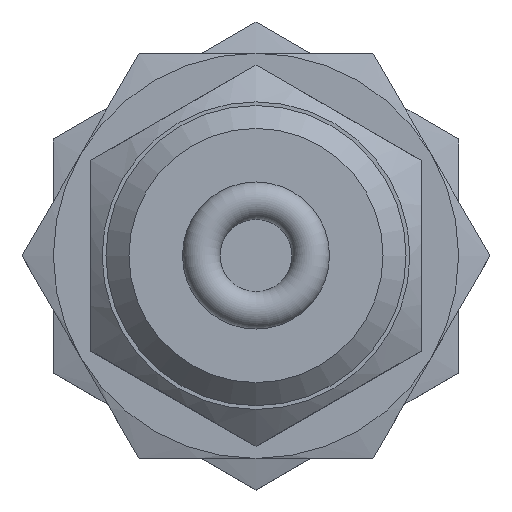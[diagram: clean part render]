
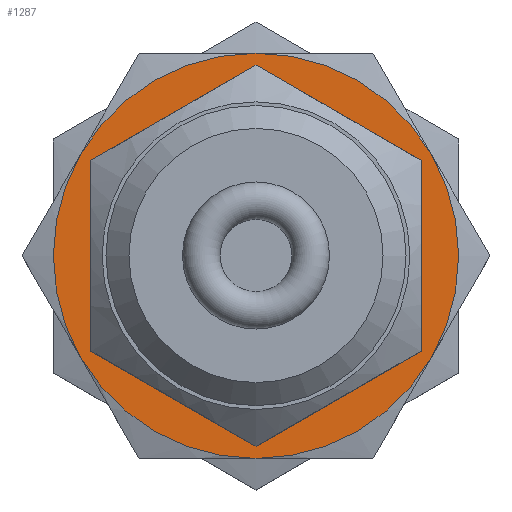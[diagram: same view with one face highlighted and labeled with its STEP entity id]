
A CAD part, top view. The second image highlights one B-rep face of the part: STEP entity #1287.
In plain terms, the highlighted planar face has unit normal (0, 0, 1).
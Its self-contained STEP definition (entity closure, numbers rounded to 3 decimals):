
#116=PLANE('',#1423);
#161=CIRCLE('',#1412,10.);
#162=CIRCLE('',#1414,13.5);
#163=CIRCLE('',#1416,13.5);
#164=CIRCLE('',#1418,13.5);
#165=CIRCLE('',#1420,13.5);
#166=CIRCLE('',#1422,13.5);
#167=CIRCLE('',#1424,13.5);
#350=ORIENTED_EDGE('',*,*,#651,.F.);
#351=ORIENTED_EDGE('',*,*,#655,.F.);
#352=ORIENTED_EDGE('',*,*,#656,.F.);
#353=ORIENTED_EDGE('',*,*,#654,.F.);
#354=ORIENTED_EDGE('',*,*,#653,.F.);
#355=ORIENTED_EDGE('',*,*,#652,.F.);
#356=ORIENTED_EDGE('',*,*,#650,.T.);
#650=EDGE_CURVE('',#813,#813,#161,.T.);
#651=EDGE_CURVE('',#782,#784,#162,.T.);
#652=EDGE_CURVE('',#784,#786,#163,.T.);
#653=EDGE_CURVE('',#786,#788,#164,.T.);
#654=EDGE_CURVE('',#788,#790,#165,.T.);
#655=EDGE_CURVE('',#780,#782,#166,.T.);
#656=EDGE_CURVE('',#790,#780,#167,.T.);
#780=VERTEX_POINT('',#1993);
#782=VERTEX_POINT('',#2006);
#784=VERTEX_POINT('',#2018);
#786=VERTEX_POINT('',#2030);
#788=VERTEX_POINT('',#2042);
#790=VERTEX_POINT('',#2054);
#813=VERTEX_POINT('',#2160);
#1018=EDGE_LOOP('',(#350,#351,#352,#353,#354,#355));
#1019=EDGE_LOOP('',(#356));
#1134=FACE_BOUND('',#1018,.T.);
#1135=FACE_BOUND('',#1019,.T.);
#1287=ADVANCED_FACE('',(#1134,#1135),#116,.F.);
#1412=AXIS2_PLACEMENT_3D('',#2159,#1640,#1641);
#1414=AXIS2_PLACEMENT_3D('',#2162,#1644,#1645);
#1416=AXIS2_PLACEMENT_3D('',#2164,#1648,#1649);
#1418=AXIS2_PLACEMENT_3D('',#2166,#1652,#1653);
#1420=AXIS2_PLACEMENT_3D('',#2168,#1656,#1657);
#1422=AXIS2_PLACEMENT_3D('',#2170,#1660,#1661);
#1423=AXIS2_PLACEMENT_3D('',#2171,#1662,#1663);
#1424=AXIS2_PLACEMENT_3D('',#2172,#1664,#1665);
#1640=DIRECTION('',(0.,0.,-1.));
#1641=DIRECTION('',(0.,1.,0.));
#1644=DIRECTION('',(0.,0.,-1.));
#1645=DIRECTION('',(0.,1.,0.));
#1648=DIRECTION('',(0.,0.,-1.));
#1649=DIRECTION('',(0.,1.,0.));
#1652=DIRECTION('',(0.,0.,-1.));
#1653=DIRECTION('',(0.,1.,0.));
#1656=DIRECTION('',(0.,0.,-1.));
#1657=DIRECTION('',(0.,1.,0.));
#1660=DIRECTION('',(0.,0.,-1.));
#1661=DIRECTION('',(0.,1.,0.));
#1662=DIRECTION('',(0.,0.,-1.));
#1663=DIRECTION('',(0.,1.,0.));
#1664=DIRECTION('',(0.,0.,-1.));
#1665=DIRECTION('',(0.,1.,0.));
#1993=CARTESIAN_POINT('',(-11.691,6.75,-13.5));
#2006=CARTESIAN_POINT('',(0.,13.5,-13.5));
#2018=CARTESIAN_POINT('',(11.691,6.75,-13.5));
#2030=CARTESIAN_POINT('',(11.691,-6.75,-13.5));
#2042=CARTESIAN_POINT('',(0.,-13.5,-13.5));
#2054=CARTESIAN_POINT('',(-11.691,-6.75,-13.5));
#2159=CARTESIAN_POINT('',(0.,0.,-13.5));
#2160=CARTESIAN_POINT('',(0.,10.,-13.5));
#2162=CARTESIAN_POINT('',(0.,0.,-13.5));
#2164=CARTESIAN_POINT('',(0.,0.,-13.5));
#2166=CARTESIAN_POINT('',(0.,0.,-13.5));
#2168=CARTESIAN_POINT('',(0.,0.,-13.5));
#2170=CARTESIAN_POINT('',(0.,0.,-13.5));
#2171=CARTESIAN_POINT('',(0.,10.,-13.5));
#2172=CARTESIAN_POINT('',(0.,0.,-13.5));
